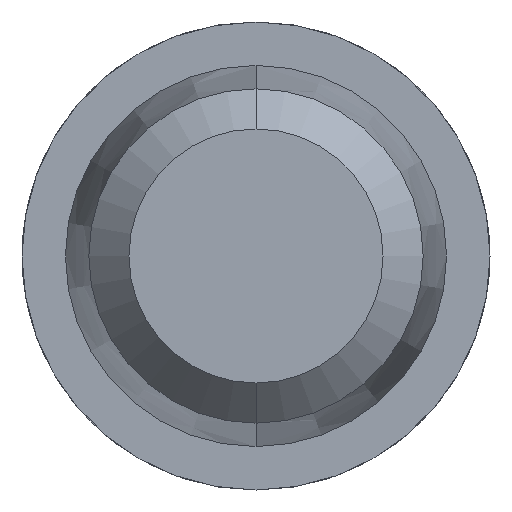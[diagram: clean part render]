
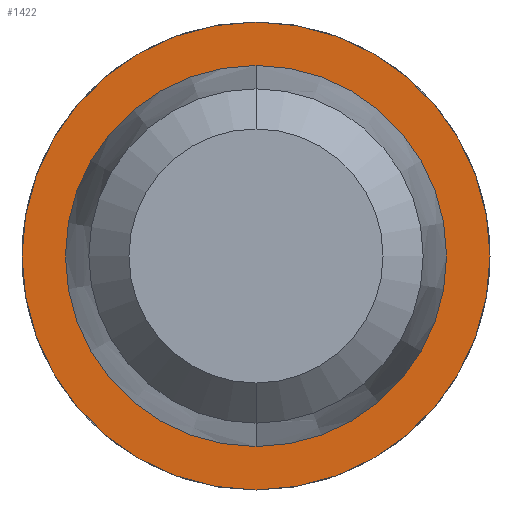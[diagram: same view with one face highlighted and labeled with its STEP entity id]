
A CAD part, front view. The second image highlights one B-rep face of the part: STEP entity #1422.
In plain terms, the highlighted planar face has unit normal (0, -1, 0).
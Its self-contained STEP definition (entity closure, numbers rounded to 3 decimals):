
#45 = DIRECTION ( 'NONE',  ( 0., 0., -1. ) ) ;
#55 = CARTESIAN_POINT ( 'NONE',  ( 0., 26., -0.7 ) ) ;
#361 = EDGE_LOOP ( 'NONE', ( #3335, #1891 ) ) ;
#636 = CARTESIAN_POINT ( 'NONE',  ( 0., 26., 0. ) ) ;
#774 = DIRECTION ( 'NONE',  ( 0., -1., 0. ) ) ;
#836 = CARTESIAN_POINT ( 'NONE',  ( 0., 26., 0.57 ) ) ;
#985 = AXIS2_PLACEMENT_3D ( 'NONE', #3507, #3534, #3548 ) ;
#1134 = ORIENTED_EDGE ( 'NONE', *, *, #3233, .F. ) ;
#1182 = CIRCLE ( 'NONE', #985, 0.57 ) ;
#1191 = VERTEX_POINT ( 'NONE', #836 ) ;
#1245 = ORIENTED_EDGE ( 'NONE', *, *, #2003, .F. ) ;
#1422 = ADVANCED_FACE ( 'Defeature ausgef�hrt2_9', ( #4318, #2950 ), #1663, .T. ) ;
#1423 = CARTESIAN_POINT ( 'NONE',  ( 0., 26., 0. ) ) ;
#1645 = AXIS2_PLACEMENT_3D ( 'NONE', #1423, #2843, #3836 ) ;
#1663 = PLANE ( 'NONE',  #4098 ) ;
#1761 = CARTESIAN_POINT ( 'NONE',  ( 0., 26., -0.57 ) ) ;
#1783 = CARTESIAN_POINT ( 'NONE',  ( 0., 26., 0.7 ) ) ;
#1891 = ORIENTED_EDGE ( 'NONE', *, *, #3551, .T. ) ;
#1939 = VERTEX_POINT ( 'NONE', #55 ) ;
#1958 = DIRECTION ( 'NONE',  ( 0., 0., -1. ) ) ;
#2003 = EDGE_CURVE ( 'Defeature ausgef�hrt2_8+Defeature ausgef�hrt2_9+Defeature ausgef�hrt2_9+Defeature ausgef�hrt2_9', #1191, #2079, #1182, .T. ) ;
#2004 = DIRECTION ( 'NONE',  ( 0., -1., 0. ) ) ;
#2079 = VERTEX_POINT ( 'NONE', #1761 ) ;
#2141 = CIRCLE ( 'NONE', #3273, 0.57 ) ;
#2155 = VERTEX_POINT ( 'NONE', #1783 ) ;
#2162 = DIRECTION ( 'NONE',  ( 0., 0., -1. ) ) ;
#2543 = DIRECTION ( 'NONE',  ( 0., -1., 0. ) ) ;
#2677 = CIRCLE ( 'NONE', #1645, 0.7 ) ;
#2843 = DIRECTION ( 'NONE',  ( 0., -1., 0. ) ) ;
#2950 = FACE_BOUND ( 'NONE', #4153, .T. ) ;
#3213 = CARTESIAN_POINT ( 'NONE',  ( 0., 26., 0. ) ) ;
#3233 = EDGE_CURVE ( 'Defeature ausgef�hrt2_8+Defeature ausgef�hrt2_9+Defeature ausgef�hrt2_9+Defeature ausgef�hrt2_9', #2079, #1191, #2141, .T. ) ;
#3273 = AXIS2_PLACEMENT_3D ( 'NONE', #636, #774, #2162 ) ;
#3335 = ORIENTED_EDGE ( 'NONE', *, *, #4030, .T. ) ;
#3447 = CIRCLE ( 'NONE', #3596, 0.7 ) ;
#3507 = CARTESIAN_POINT ( 'NONE',  ( 0., 26., 0. ) ) ;
#3534 = DIRECTION ( 'NONE',  ( 0., -1., 0. ) ) ;
#3548 = DIRECTION ( 'NONE',  ( 0., 0., -1. ) ) ;
#3551 = EDGE_CURVE ( 'Defeature ausgef�hrt2_9+Defeature ausgef�hrt2_10+Defeature ausgef�hrt2_10+Defeature ausgef�hrt2_10', #2155, #1939, #3447, .T. ) ;
#3596 = AXIS2_PLACEMENT_3D ( 'NONE', #3213, #2543, #45 ) ;
#3836 = DIRECTION ( 'NONE',  ( 0., 0., -1. ) ) ;
#4030 = EDGE_CURVE ( 'Defeature ausgef�hrt2_9+Defeature ausgef�hrt2_10+Defeature ausgef�hrt2_10+Defeature ausgef�hrt2_10', #1939, #2155, #2677, .T. ) ;
#4098 = AXIS2_PLACEMENT_3D ( 'NONE', #4393, #2004, #1958 ) ;
#4153 = EDGE_LOOP ( 'NONE', ( #1245, #1134 ) ) ;
#4318 = FACE_OUTER_BOUND ( 'NONE', #361, .T. ) ;
#4393 = CARTESIAN_POINT ( 'NONE',  ( 0.57, 26., 0. ) ) ;
